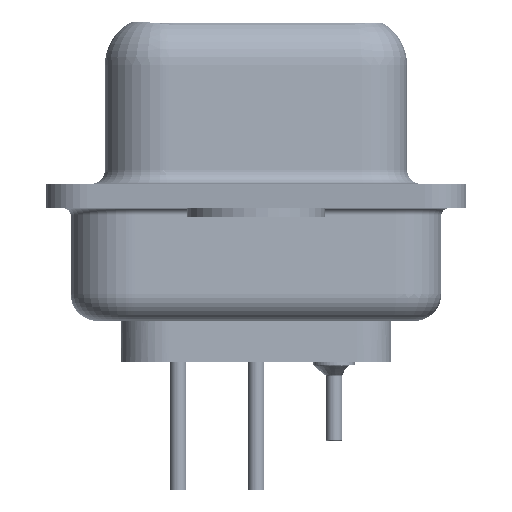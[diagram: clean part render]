
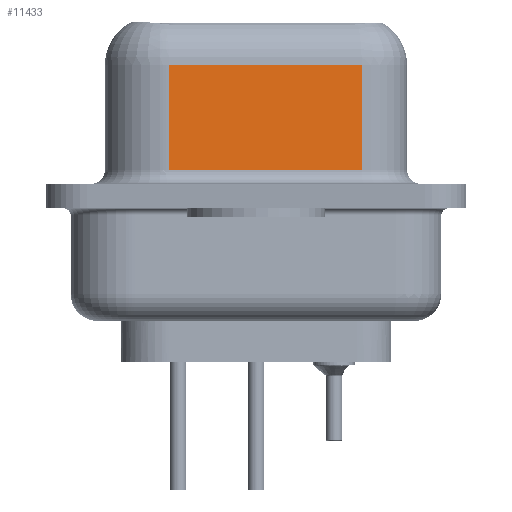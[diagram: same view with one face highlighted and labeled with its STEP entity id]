
A CAD part, left-side view. The second image highlights one B-rep face of the part: STEP entity #11433.
In plain terms, the highlighted planar face has unit normal (-0.985, -0.174, 0).
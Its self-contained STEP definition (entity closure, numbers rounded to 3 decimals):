
#114 = PLANE ( 'NONE',  #34615 ) ;
#1284 = LINE ( 'NONE', #23024, #29610 ) ;
#3294 = DIRECTION ( 'NONE',  ( 0., 0., -1. ) ) ;
#5619 = DIRECTION ( 'NONE',  ( 0.985, 0.174, 0. ) ) ;
#6070 = DIRECTION ( 'NONE',  ( 0., 0., -1. ) ) ;
#6127 = LINE ( 'NONE', #15594, #13723 ) ;
#6300 = VERTEX_POINT ( 'NONE', #31888 ) ;
#6877 = EDGE_CURVE ( 'NONE', #6300, #23599, #1284, .T. ) ;
#7096 = EDGE_LOOP ( 'NONE', ( #36670, #17028, #22232, #34603 ) ) ;
#9322 = FACE_OUTER_BOUND ( 'NONE', #7096, .T. ) ;
#9329 = VERTEX_POINT ( 'NONE', #11544 ) ;
#10291 = DIRECTION ( 'NONE',  ( 0.174, -0.985, 0. ) ) ;
#10920 = EDGE_CURVE ( 'NONE', #9329, #23599, #34007, .T. ) ;
#11433 = ADVANCED_FACE ( 'NONE', ( #9322 ), #114, .F. ) ;
#11544 = CARTESIAN_POINT ( 'NONE',  ( 5.665, -3.847, 4.77 ) ) ;
#12556 = LINE ( 'NONE', #15225, #27418 ) ;
#12611 = CARTESIAN_POINT ( 'NONE',  ( 5.665, -3.847, 6.52 ) ) ;
#13723 = VECTOR ( 'NONE', #3294, 1000. ) ;
#14319 = VECTOR ( 'NONE', #6070, 1000. ) ;
#15225 = CARTESIAN_POINT ( 'NONE',  ( 5.665, -3.847, 4.77 ) ) ;
#15594 = CARTESIAN_POINT ( 'NONE',  ( 4.43, 3.153, 6.52 ) ) ;
#17028 = ORIENTED_EDGE ( 'NONE', *, *, #21569, .T. ) ;
#18300 = VERTEX_POINT ( 'NONE', #21877 ) ;
#19100 = DIRECTION ( 'NONE',  ( -0.174, 0.985, 0. ) ) ;
#21569 = EDGE_CURVE ( 'NONE', #9329, #18300, #12556, .T. ) ;
#21877 = CARTESIAN_POINT ( 'NONE',  ( 4.43, 3.153, 4.77 ) ) ;
#22232 = ORIENTED_EDGE ( 'NONE', *, *, #27268, .T. ) ;
#23024 = CARTESIAN_POINT ( 'NONE',  ( 5.665, -3.847, 0.95 ) ) ;
#23599 = VERTEX_POINT ( 'NONE', #36026 ) ;
#25122 = DIRECTION ( 'NONE',  ( -0.174, 0.985, 0. ) ) ;
#27268 = EDGE_CURVE ( 'NONE', #18300, #6300, #6127, .T. ) ;
#27418 = VECTOR ( 'NONE', #19100, 1000. ) ;
#29610 = VECTOR ( 'NONE', #10291, 1000. ) ;
#31888 = CARTESIAN_POINT ( 'NONE',  ( 4.43, 3.153, 0.95 ) ) ;
#34007 = LINE ( 'NONE', #40361, #14319 ) ;
#34603 = ORIENTED_EDGE ( 'NONE', *, *, #6877, .T. ) ;
#34615 = AXIS2_PLACEMENT_3D ( 'NONE', #12611, #5619, #25122 ) ;
#36026 = CARTESIAN_POINT ( 'NONE',  ( 5.665, -3.847, 0.95 ) ) ;
#36670 = ORIENTED_EDGE ( 'NONE', *, *, #10920, .F. ) ;
#40361 = CARTESIAN_POINT ( 'NONE',  ( 5.665, -3.847, 6.52 ) ) ;
